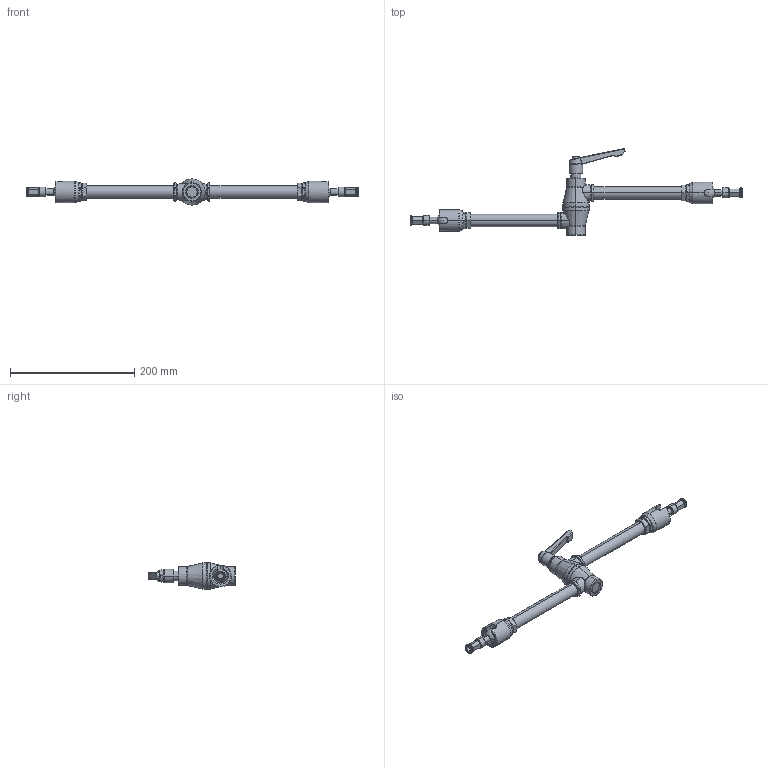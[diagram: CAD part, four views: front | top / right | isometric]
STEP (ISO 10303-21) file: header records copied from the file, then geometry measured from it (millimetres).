
FILE_DESCRIPTION (( 'STEP AP203' ), '1' );
FILE_NAME ('G1150.STEP', '2018-09-25T16:17:50', ( '' ), ( '' ), 'SwSTEP 2.0', 'SolidWorks 2016', '' );
FILE_SCHEMA (( 'CONFIG_CONTROL_DESIGN' ));
Length unit declared in the file: millimetre
Products named in the file (8): G1150-4; G1150; G1150-3; G1150-1; G1150-5; G1150-6; Hex Bolt_ISO 4016 - M10 x 90 x 26-WS; G1150-2
Assembly tree (9 placements, depth 2):
  G1150
    G1150-1  x2
    G1150-3  x2
    G1150-2
    G1150-6
    Hex Bolt_ISO 4016 - M10 x 90 x 26-WS
    G1150-5
    G1150-4
Bounding box: 534.1 x 139.62 x 42 mm (x, y, z)
Volume: 288563.5 mm3; surface area: 83063.4 mm2
Topology: 9 solids, 11 shells, 740 faces, 1871 edges, 1181 vertices
Faces by surface type: plane 375, cone 148, cylinder 148, torus 34, bspline 23, sphere 12
Entity records: 17727 total; most frequent: CARTESIAN_POINT 5254, ORIENTED_EDGE 2544, DIRECTION 2398, EDGE_CURVE 1272, AXIS2_PLACEMENT_3D 963, VERTEX_POINT 797, EDGE_LOOP 551, FACE_OUTER_BOUND 518
